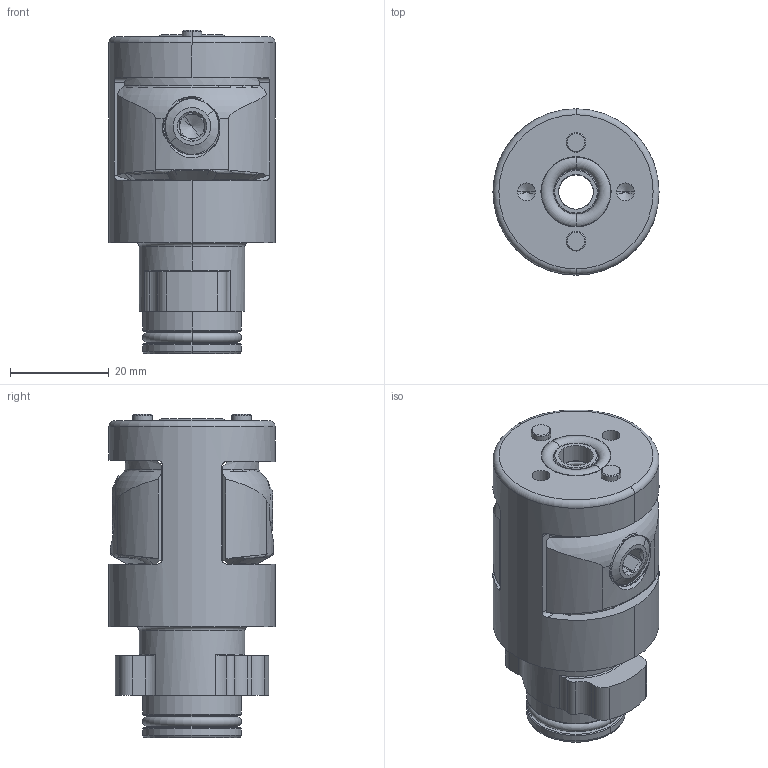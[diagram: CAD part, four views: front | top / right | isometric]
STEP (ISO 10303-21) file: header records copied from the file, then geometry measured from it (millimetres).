
FILE_DESCRIPTION((''),'2;1');
FILE_NAME('KS63-08-MQL_SW0001','2010-06-30T',('schmiedtm'),(''),'PRO/ENGINEER BY PARAMETRIC TECHNOLOGY CORPORATION, 2008250','PRO/ENGINEER BY PARAMETRIC TECHNOLOGY CORPORATION, 2008250','');
FILE_SCHEMA(('AUTOMOTIVE_DESIGN_CC2 { 1 2 10303 214 -1 1 5 2 }'));
Products named in the file (1): KS63-08-MQL_SW0001
Bounding box: 33.6 x 33.6 x 65.47 mm (x, y, z)
Volume: 39830.5 mm3; surface area: 16546.1 mm2
Topology: 1 solids, 3 shells, 413 faces, 1114 edges, 701 vertices
Faces by surface type: cylinder 133, bspline 73, plane 72, torus 72, cone 63
Entity records: 43978 total; most frequent: CARTESIAN_POINT 31423, ORIENTED_EDGE 2216, DIRECTION 1754, EDGE_CURVE 1108, AXIS2_PLACEMENT_3D 734, VERTEX_POINT 701, EDGE_LOOP 453, B_SPLINE_CURVE_WITH_KNOTS 428
